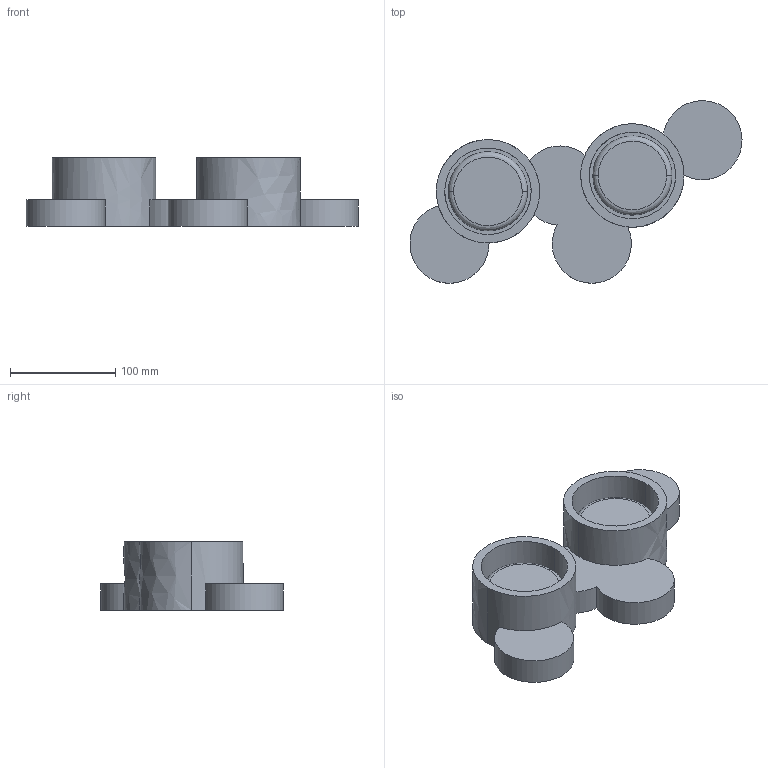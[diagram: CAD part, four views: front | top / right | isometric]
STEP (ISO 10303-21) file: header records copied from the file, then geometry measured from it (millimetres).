
FILE_DESCRIPTION(/* description */ (''),/* implementation_level */ '2;1');
FILE_NAME(/* name */ 'T278_C~1',/* time_stamp */ '2020-02-25T18:02:21+01:00',/* author */ (''),/* organization */ (''),/* preprocessor_version */ 'ST-DEVELOPER v15',/* originating_system */ '',/* authorisation */ '');
FILE_SCHEMA (('AUTOMOTIVE_DESIGN'));
Length unit declared in the file: centimetre
Products named in the file (1): Document
Bounding box: 314.96 x 173.15 x 65 mm (x, y, z)
Volume: 1085945.5 mm3; surface area: 159117.9 mm2
Topology: 3 solids, 3 shells, 39 faces, 78 edges, 49 vertices
Faces by surface type: bspline 21, plane 18
Entity records: 1254 total; most frequent: CARTESIAN_POINT 742, ORIENTED_EDGE 156, EDGE_CURVE 78, VERTEX_POINT 49, EDGE_LOOP 43, ADVANCED_FACE 39, FACE_OUTER_BOUND 39, DIRECTION 22
